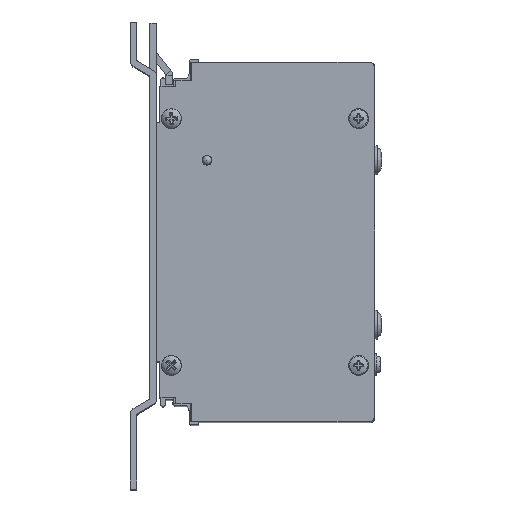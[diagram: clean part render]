
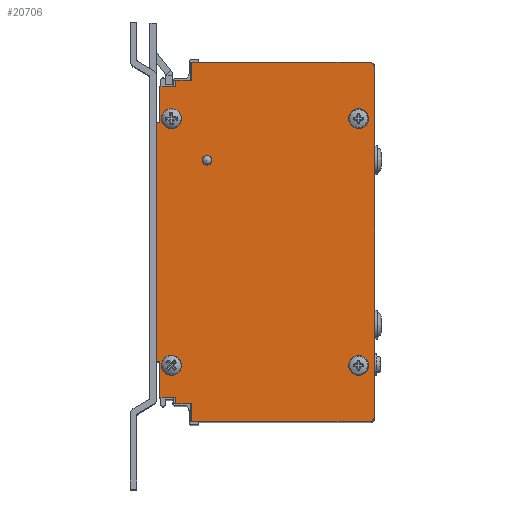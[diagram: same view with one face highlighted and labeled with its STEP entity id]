
A CAD part, top view. The second image highlights one B-rep face of the part: STEP entity #20706.
In plain terms, the highlighted planar face has unit normal (0, 0, 1).
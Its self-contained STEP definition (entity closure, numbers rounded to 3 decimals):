
#10470=CARTESIAN_POINT('',(2.84,-40.465,95.85));
#10471=VERTEX_POINT('',#10470);
#10519=CARTESIAN_POINT('',(3.3,-37.5,95.85));
#10520=DIRECTION('',(0.,0.,-1.0));
#10521=DIRECTION('',(-0.153,-0.988,0.));
#10522=AXIS2_PLACEMENT_3D('',#10519,#10520,#10521);
#10523=CIRCLE('',#10522,3.);
#10524=EDGE_CURVE('',#10471,#10471,#10523,.T.);
#10744=CARTESIAN_POINT('',(0.624,36.144,95.85));
#10745=VERTEX_POINT('',#10744);
#10793=CARTESIAN_POINT('',(3.3,37.5,95.85));
#10794=DIRECTION('',(0.,0.,-1.0));
#10795=DIRECTION('',(-0.892,-0.452,0.));
#10796=AXIS2_PLACEMENT_3D('',#10793,#10794,#10795);
#10797=CIRCLE('',#10796,3.);
#10798=EDGE_CURVE('',#10745,#10745,#10797,.T.);
#10842=CARTESIAN_POINT('',(62.348,35.406,95.85));
#10843=VERTEX_POINT('',#10842);
#10891=CARTESIAN_POINT('',(60.2,37.5,95.85));
#10892=DIRECTION('',(0.,0.,-1.));
#10893=DIRECTION('',(0.716,-0.698,0.));
#10894=AXIS2_PLACEMENT_3D('',#10891,#10892,#10893);
#10895=CIRCLE('',#10894,3.);
#10896=EDGE_CURVE('',#10843,#10843,#10895,.T.);
#11028=CARTESIAN_POINT('',(57.712,-39.177,95.85));
#11029=VERTEX_POINT('',#11028);
#11077=CARTESIAN_POINT('',(60.2,-37.5,95.85));
#11078=DIRECTION('',(0.,0.,-1.));
#11079=DIRECTION('',(-0.829,-0.559,0.));
#11080=AXIS2_PLACEMENT_3D('',#11077,#11078,#11079);
#11081=CIRCLE('',#11080,3.);
#11082=EDGE_CURVE('',#11029,#11029,#11081,.T.);
#20421=CARTESIAN_POINT('',(14.1,26.35,95.85));
#20422=VERTEX_POINT('',#20421);
#20423=CARTESIAN_POINT('',(14.1,24.85,95.85));
#20424=DIRECTION('',(0.,0.0,-1.0));
#20425=DIRECTION('',(0.0,1.0,0.0));
#20426=AXIS2_PLACEMENT_3D('',#20423,#20424,#20425);
#20427=CIRCLE('',#20426,1.5);
#20428=EDGE_CURVE('',#20422,#20422,#20427,.T.);
#20506=CARTESIAN_POINT('',(-0.2,-47.2,95.85));
#20507=VERTEX_POINT('',#20506);
#20514=CARTESIAN_POINT('',(-0.2,-36.25,95.85));
#20515=VERTEX_POINT('',#20514);
#20516=CARTESIAN_POINT('',(-0.2,-47.2,95.85));
#20517=DIRECTION('',(0.0,1.0,0.0));
#20518=VECTOR('',#20517,10.95);
#20519=LINE('',#20516,#20518);
#20520=EDGE_CURVE('',#20507,#20515,#20519,.T.);
#20547=CARTESIAN_POINT('',(-0.2,-54.7,95.85));
#20548=DIRECTION('',(0.,0.,-1.0));
#20549=DIRECTION('',(-1.0,0.0,0.));
#20550=AXIS2_PLACEMENT_3D('',#20547,#20548,#20549);
#20551=PLANE('',#20550);
#20552=CARTESIAN_POINT('',(4.6,-47.2,95.85));
#20553=VERTEX_POINT('',#20552);
#20554=CARTESIAN_POINT('',(-0.2,-47.2,95.85));
#20555=DIRECTION('',(1.0,0.,0.));
#20556=VECTOR('',#20555,4.8);
#20557=LINE('',#20554,#20556);
#20558=EDGE_CURVE('',#20507,#20553,#20557,.T.);
#20559=ORIENTED_EDGE('',*,*,#20558,.T.);
#20560=CARTESIAN_POINT('',(4.6,-49.2,95.85));
#20561=VERTEX_POINT('',#20560);
#20562=CARTESIAN_POINT('',(4.6,-47.2,95.85));
#20563=DIRECTION('',(0.0,-1.0,0.0));
#20564=VECTOR('',#20563,2.0);
#20565=LINE('',#20562,#20564);
#20566=EDGE_CURVE('',#20553,#20561,#20565,.T.);
#20567=ORIENTED_EDGE('',*,*,#20566,.T.);
#20568=CARTESIAN_POINT('',(9.4,-49.2,95.85));
#20569=VERTEX_POINT('',#20568);
#20570=CARTESIAN_POINT('',(9.4,-49.2,95.85));
#20571=DIRECTION('',(-1.0,0.0,0.));
#20572=VECTOR('',#20571,4.8);
#20573=LINE('',#20570,#20572);
#20574=EDGE_CURVE('',#20569,#20561,#20573,.T.);
#20575=ORIENTED_EDGE('',*,*,#20574,.F.);
#20576=CARTESIAN_POINT('',(9.4,-54.7,95.85));
#20577=VERTEX_POINT('',#20576);
#20578=CARTESIAN_POINT('',(9.4,-54.7,95.85));
#20579=DIRECTION('',(0.0,1.0,0.0));
#20580=VECTOR('',#20579,5.5);
#20581=LINE('',#20578,#20580);
#20582=EDGE_CURVE('',#20577,#20569,#20581,.T.);
#20583=ORIENTED_EDGE('',*,*,#20582,.F.);
#20584=CARTESIAN_POINT('',(63.1,-54.7,95.85));
#20585=VERTEX_POINT('',#20584);
#20586=CARTESIAN_POINT('',(63.1,-54.7,95.85));
#20587=DIRECTION('',(-1.0,0.,0.));
#20588=VECTOR('',#20587,53.7);
#20589=LINE('',#20586,#20588);
#20590=EDGE_CURVE('',#20585,#20577,#20589,.T.);
#20591=ORIENTED_EDGE('',*,*,#20590,.F.);
#20592=CARTESIAN_POINT('',(65.1,-52.7,95.85));
#20593=VERTEX_POINT('',#20592);
#20594=CARTESIAN_POINT('',(63.1,-52.7,95.85));
#20595=DIRECTION('',(0.,0.0,1.0));
#20596=DIRECTION('',(0.0,1.0,0.0));
#20597=AXIS2_PLACEMENT_3D('',#20594,#20595,#20596);
#20598=CIRCLE('',#20597,2.);
#20599=EDGE_CURVE('',#20585,#20593,#20598,.T.);
#20600=ORIENTED_EDGE('',*,*,#20599,.T.);
#20601=CARTESIAN_POINT('',(65.1,52.7,95.85));
#20602=VERTEX_POINT('',#20601);
#20603=CARTESIAN_POINT('',(65.1,52.7,95.85));
#20604=DIRECTION('',(0.0,-1.0,0.0));
#20605=VECTOR('',#20604,105.4);
#20606=LINE('',#20603,#20605);
#20607=EDGE_CURVE('',#20602,#20593,#20606,.T.);
#20608=ORIENTED_EDGE('',*,*,#20607,.F.);
#20609=CARTESIAN_POINT('',(63.1,54.7,95.85));
#20610=VERTEX_POINT('',#20609);
#20611=CARTESIAN_POINT('',(63.1,52.7,95.85));
#20612=DIRECTION('',(0.,0.0,1.0));
#20613=DIRECTION('',(0.0,1.0,0.0));
#20614=AXIS2_PLACEMENT_3D('',#20611,#20612,#20613);
#20615=CIRCLE('',#20614,2.);
#20616=EDGE_CURVE('',#20602,#20610,#20615,.T.);
#20617=ORIENTED_EDGE('',*,*,#20616,.T.);
#20618=CARTESIAN_POINT('',(9.4,54.7,95.85));
#20619=VERTEX_POINT('',#20618);
#20620=CARTESIAN_POINT('',(9.4,54.7,95.85));
#20621=DIRECTION('',(1.0,0.,0.));
#20622=VECTOR('',#20621,53.7);
#20623=LINE('',#20620,#20622);
#20624=EDGE_CURVE('',#20619,#20610,#20623,.T.);
#20625=ORIENTED_EDGE('',*,*,#20624,.F.);
#20626=CARTESIAN_POINT('',(9.4,49.2,95.85));
#20627=VERTEX_POINT('',#20626);
#20628=CARTESIAN_POINT('',(9.4,54.7,95.85));
#20629=DIRECTION('',(0.0,-1.0,0.0));
#20630=VECTOR('',#20629,5.5);
#20631=LINE('',#20628,#20630);
#20632=EDGE_CURVE('',#20619,#20627,#20631,.T.);
#20633=ORIENTED_EDGE('',*,*,#20632,.T.);
#20634=CARTESIAN_POINT('',(4.6,49.2,95.85));
#20635=VERTEX_POINT('',#20634);
#20636=CARTESIAN_POINT('',(9.4,49.2,95.85));
#20637=DIRECTION('',(-1.0,0.,0.));
#20638=VECTOR('',#20637,4.8);
#20639=LINE('',#20636,#20638);
#20640=EDGE_CURVE('',#20627,#20635,#20639,.T.);
#20641=ORIENTED_EDGE('',*,*,#20640,.T.);
#20642=CARTESIAN_POINT('',(4.6,47.2,95.85));
#20643=VERTEX_POINT('',#20642);
#20644=CARTESIAN_POINT('',(4.6,47.2,95.85));
#20645=DIRECTION('',(0.0,1.0,0.0));
#20646=VECTOR('',#20645,2.0);
#20647=LINE('',#20644,#20646);
#20648=EDGE_CURVE('',#20643,#20635,#20647,.T.);
#20649=ORIENTED_EDGE('',*,*,#20648,.F.);
#20650=CARTESIAN_POINT('',(-0.2,47.2,95.85));
#20651=VERTEX_POINT('',#20650);
#20652=CARTESIAN_POINT('',(-0.2,47.2,95.85));
#20653=DIRECTION('',(1.0,0.0,0.));
#20654=VECTOR('',#20653,4.8);
#20655=LINE('',#20652,#20654);
#20656=EDGE_CURVE('',#20651,#20643,#20655,.T.);
#20657=ORIENTED_EDGE('',*,*,#20656,.F.);
#20658=CARTESIAN_POINT('',(-0.2,36.25,95.85));
#20659=VERTEX_POINT('',#20658);
#20660=CARTESIAN_POINT('',(-0.2,36.25,95.85));
#20661=DIRECTION('',(0.0,1.0,0.0));
#20662=VECTOR('',#20661,10.95);
#20663=LINE('',#20660,#20662);
#20664=EDGE_CURVE('',#20659,#20651,#20663,.T.);
#20665=ORIENTED_EDGE('',*,*,#20664,.F.);
#20666=CARTESIAN_POINT('',(-1.2,36.25,95.85));
#20667=VERTEX_POINT('',#20666);
#20668=CARTESIAN_POINT('',(-0.2,36.25,95.85));
#20669=DIRECTION('',(-1.0,0.0,0.));
#20670=VECTOR('',#20669,1.);
#20671=LINE('',#20668,#20670);
#20672=EDGE_CURVE('',#20659,#20667,#20671,.T.);
#20673=ORIENTED_EDGE('',*,*,#20672,.T.);
#20674=CARTESIAN_POINT('',(-1.2,-36.25,95.85));
#20675=VERTEX_POINT('',#20674);
#20676=CARTESIAN_POINT('',(-1.2,36.25,95.85));
#20677=DIRECTION('',(0.0,-1.0,0.0));
#20678=VECTOR('',#20677,72.5);
#20679=LINE('',#20676,#20678);
#20680=EDGE_CURVE('',#20667,#20675,#20679,.T.);
#20681=ORIENTED_EDGE('',*,*,#20680,.T.);
#20682=CARTESIAN_POINT('',(-1.2,-36.25,95.85));
#20683=DIRECTION('',(1.0,0.0,0.));
#20684=VECTOR('',#20683,1.);
#20685=LINE('',#20682,#20684);
#20686=EDGE_CURVE('',#20675,#20515,#20685,.T.);
#20687=ORIENTED_EDGE('',*,*,#20686,.T.);
#20688=ORIENTED_EDGE('',*,*,#20520,.F.);
#20689=EDGE_LOOP('',(#20559,#20567,#20575,#20583,#20591,#20600,#20608,#20617,#20625,#20633,#20641,#20649,#20657,#20665,#20673,#20681,#20687,#20688));
#20690=FACE_OUTER_BOUND('',#20689,.T.);
#20691=ORIENTED_EDGE('',*,*,#10524,.T.);
#20692=EDGE_LOOP('',(#20691));
#20693=FACE_BOUND('',#20692,.T.);
#20694=ORIENTED_EDGE('',*,*,#10798,.T.);
#20695=EDGE_LOOP('',(#20694));
#20696=FACE_BOUND('',#20695,.T.);
#20697=ORIENTED_EDGE('',*,*,#10896,.T.);
#20698=EDGE_LOOP('',(#20697));
#20699=FACE_BOUND('',#20698,.T.);
#20700=ORIENTED_EDGE('',*,*,#11082,.T.);
#20701=EDGE_LOOP('',(#20700));
#20702=FACE_BOUND('',#20701,.T.);
#20703=ORIENTED_EDGE('',*,*,#20428,.T.);
#20704=EDGE_LOOP('',(#20703));
#20705=FACE_BOUND('',#20704,.T.);
#20706=ADVANCED_FACE('',(#20690,#20693,#20696,#20699,#20702,#20705),#20551,.F.);
